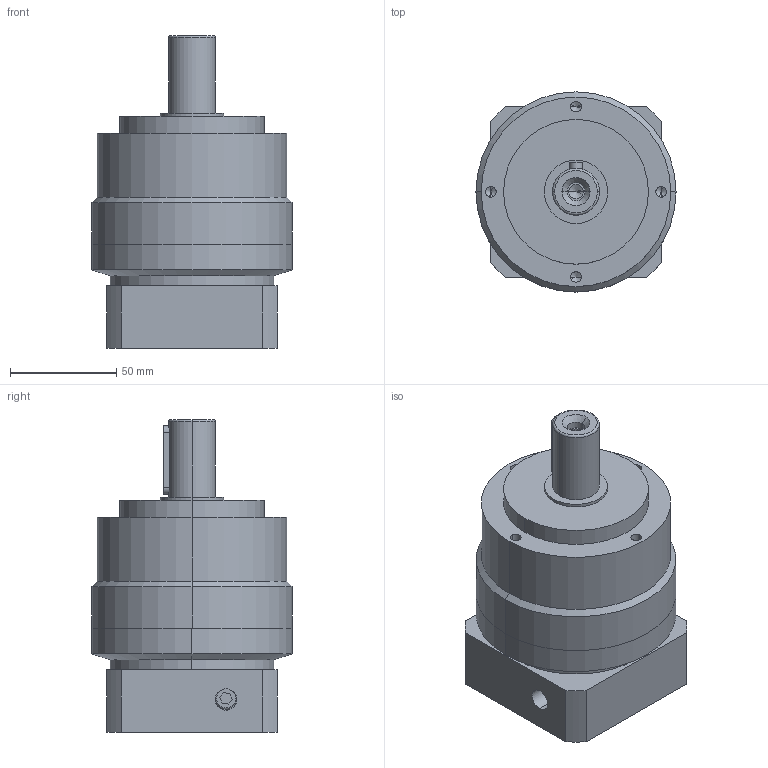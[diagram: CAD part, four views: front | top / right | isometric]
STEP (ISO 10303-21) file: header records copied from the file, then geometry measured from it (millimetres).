
FILE_DESCRIPTION (( 'STEP AP203' ), '1' );
FILE_NAME ('GPE090-L1-(19-70-90-M6).STEP', '2022-05-25T05:44:12', ( '微软用户' ), ( '微软中国' ), 'SwSTEP 2.0', 'SolidWorks 2018', '' );
FILE_SCHEMA (( 'CONFIG_CONTROL_DESIGN' ));
Length unit declared in the file: millimetre
Products named in the file (1): GPE090-L1-(19-70-90-M6)
Bounding box: 94 x 94 x 147 mm (x, y, z)
Volume: 595945.9 mm3; surface area: 83995.8 mm2
Topology: 5 solids, 5 shells, 269 faces, 648 edges, 405 vertices
Faces by surface type: cylinder 112, plane 111, cone 28, torus 18
Entity records: 8219 total; most frequent: CARTESIAN_POINT 1720, DIRECTION 1430, ORIENTED_EDGE 1260, EDGE_CURVE 630, AXIS2_PLACEMENT_3D 543, VERTEX_POINT 405, LINE 344, VECTOR 344
